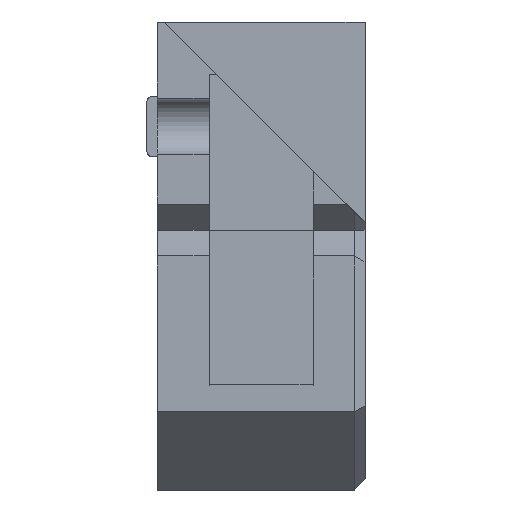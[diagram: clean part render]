
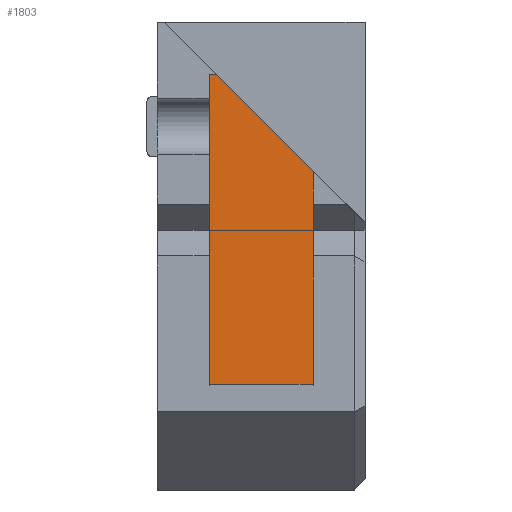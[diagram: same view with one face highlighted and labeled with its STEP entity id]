
A CAD part, top view. The second image highlights one B-rep face of the part: STEP entity #1803.
In plain terms, the highlighted planar face has unit normal (0, 0, 1).
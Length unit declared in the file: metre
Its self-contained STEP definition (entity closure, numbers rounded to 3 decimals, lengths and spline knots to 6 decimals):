
#58=B_SPLINE_CURVE_WITH_KNOTS('',3,(#2854,#2855,#2856,#2857),
 .UNSPECIFIED.,.F.,.F.,(4,4),(0.,1.),.UNSPECIFIED.);
#311=ORIENTED_EDGE('',*,*,#689,.T.);
#312=ORIENTED_EDGE('',*,*,#766,.T.);
#313=ORIENTED_EDGE('',*,*,#622,.F.);
#314=ORIENTED_EDGE('',*,*,#767,.F.);
#315=ORIENTED_EDGE('',*,*,#651,.F.);
#316=ORIENTED_EDGE('',*,*,#616,.T.);
#616=EDGE_CURVE('',#869,#871,#1035,.T.);
#622=EDGE_CURVE('',#876,#877,#1039,.T.);
#651=EDGE_CURVE('',#869,#904,#1065,.T.);
#689=EDGE_CURVE('',#871,#938,#1099,.T.);
#766=EDGE_CURVE('',#938,#877,#58,.T.);
#767=EDGE_CURVE('',#904,#876,#1170,.T.);
#869=VERTEX_POINT('',#2535);
#871=VERTEX_POINT('',#2539);
#876=VERTEX_POINT('',#2554);
#877=VERTEX_POINT('',#2556);
#904=VERTEX_POINT('',#2616);
#938=VERTEX_POINT('',#2696);
#1035=LINE('',#2540,#1265);
#1039=LINE('',#2555,#1269);
#1065=LINE('',#2615,#1295);
#1099=LINE('',#2697,#1329);
#1170=LINE('',#2858,#1400);
#1265=VECTOR('',#2059,1.);
#1269=VECTOR('',#2067,1.);
#1295=VECTOR('',#2099,1.);
#1329=VECTOR('',#2143,1.);
#1400=VECTOR('',#2258,1.);
#1513=EDGE_LOOP('',(#311,#312,#313,#314,#315,#316));
#1622=FACE_BOUND('',#1513,.T.);
#1716=PLANE('',#1928);
#1803=ADVANCED_FACE('',(#1622),#1716,.F.);
#1928=AXIS2_PLACEMENT_3D('',#2853,#2256,#2257);
#2059=DIRECTION('',(-1.,0.,0.));
#2067=DIRECTION('',(0.,1.,0.));
#2099=DIRECTION('',(0.,-1.,0.));
#2143=DIRECTION('',(0.,-1.,0.));
#2256=DIRECTION('',(0.,0.,-1.));
#2257=DIRECTION('',(-1.,0.,0.));
#2258=DIRECTION('',(-1.,0.,0.));
#2535=CARTESIAN_POINT('',(0.253,0.367,-0.033596));
#2539=CARTESIAN_POINT('',(0.243,0.367,-0.033596));
#2540=CARTESIAN_POINT('',(0.258,0.367,-0.033596));
#2554=CARTESIAN_POINT('',(0.238,0.334552,-0.033596));
#2555=CARTESIAN_POINT('',(0.238,0.177249,-0.033596));
#2556=CARTESIAN_POINT('',(0.238,0.349,-0.033596));
#2615=CARTESIAN_POINT('',(0.253,0.177249,-0.033596));
#2616=CARTESIAN_POINT('',(0.253,0.334552,-0.033596));
#2696=CARTESIAN_POINT('',(0.243,0.349,-0.033596));
#2697=CARTESIAN_POINT('',(0.243,0.177249,-0.033596));
#2853=CARTESIAN_POINT('',(0.234,0.34275,-0.033596));
#2854=CARTESIAN_POINT('',(0.243,0.349,-0.033596));
#2855=CARTESIAN_POINT('',(0.241333,0.349,-0.033596));
#2856=CARTESIAN_POINT('',(0.239667,0.349,-0.033596));
#2857=CARTESIAN_POINT('',(0.238,0.349,-0.033596));
#2858=CARTESIAN_POINT('',(0.258,0.334552,-0.033596));
